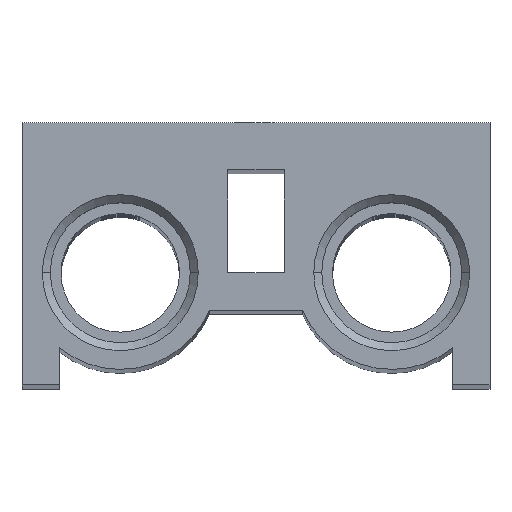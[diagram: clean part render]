
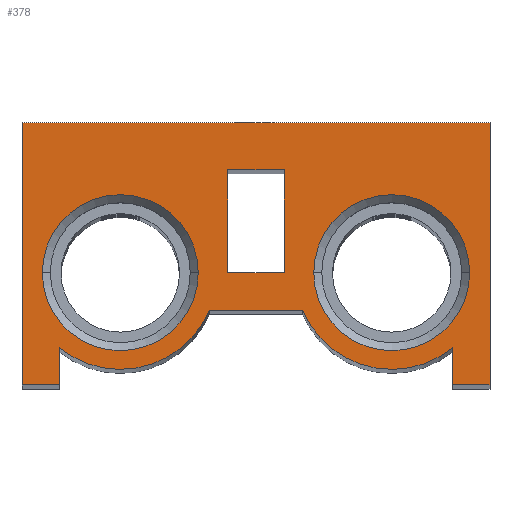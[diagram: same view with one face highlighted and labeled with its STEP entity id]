
A CAD part, top view. The second image highlights one B-rep face of the part: STEP entity #378.
In plain terms, the highlighted planar face has unit normal (0, 0, 1).
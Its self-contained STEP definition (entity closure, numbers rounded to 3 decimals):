
#24 = DIRECTION ( 'NONE',  ( 0., 0., 1. ) ) ;
#45 = VERTEX_POINT ( 'NONE', #5883 ) ;
#149 = EDGE_CURVE ( 'NONE', #6298, #4487, #2519, .T. ) ;
#221 = EDGE_LOOP ( 'NONE', ( #5160, #1965 ) ) ;
#225 = VECTOR ( 'NONE', #5620, 1000. ) ;
#378 = ADVANCED_FACE ( 'NONE', ( #3885, #979, #3366, #3827 ), #418, .T. ) ;
#396 = CARTESIAN_POINT ( 'NONE',  ( -25., 28., 250. ) ) ;
#418 = PLANE ( 'NONE',  #1710 ) ;
#491 = EDGE_CURVE ( 'NONE', #3023, #5797, #5967, .T. ) ;
#555 = VECTOR ( 'NONE', #2643, 1000. ) ;
#582 = DIRECTION ( 'NONE',  ( 0., 0., -1. ) ) ;
#715 = CARTESIAN_POINT ( 'NONE',  ( 3., 12., 250. ) ) ;
#746 = CARTESIAN_POINT ( 'NONE',  ( 4.975, 8., 250. ) ) ;
#772 = VECTOR ( 'NONE', #2655, 1000. ) ;
#810 = CARTESIAN_POINT ( 'NONE',  ( -4.975, 8., 250. ) ) ;
#822 = CARTESIAN_POINT ( 'NONE',  ( -21., 0., 250. ) ) ;
#832 = VERTEX_POINT ( 'NONE', #810 ) ;
#961 = CARTESIAN_POINT ( 'NONE',  ( -14.5, 12., 250. ) ) ;
#975 = DIRECTION ( 'NONE',  ( 1., 0., 0. ) ) ;
#979 = FACE_BOUND ( 'NONE', #2411, .T. ) ;
#1000 = ORIENTED_EDGE ( 'NONE', *, *, #5716, .T. ) ;
#1082 = VECTOR ( 'NONE', #1506, 1000. ) ;
#1083 = CARTESIAN_POINT ( 'NONE',  ( 25., 0., 250. ) ) ;
#1098 = CARTESIAN_POINT ( 'NONE',  ( 25., 28., 250. ) ) ;
#1236 = DIRECTION ( 'NONE',  ( 1., 0., 0. ) ) ;
#1272 = AXIS2_PLACEMENT_3D ( 'NONE', #961, #3449, #4549 ) ;
#1385 = VECTOR ( 'NONE', #4379, 1000. ) ;
#1506 = DIRECTION ( 'NONE',  ( 0., 1., 0. ) ) ;
#1537 = EDGE_CURVE ( 'NONE', #5797, #832, #3503, .T. ) ;
#1542 = DIRECTION ( 'NONE',  ( 1., 0., 0. ) ) ;
#1584 = AXIS2_PLACEMENT_3D ( 'NONE', #3769, #5656, #5166 ) ;
#1630 = LINE ( 'NONE', #715, #4203 ) ;
#1638 = CARTESIAN_POINT ( 'NONE',  ( 3., 23., 250. ) ) ;
#1710 = AXIS2_PLACEMENT_3D ( 'NONE', #2453, #5320, #5834 ) ;
#1740 = CARTESIAN_POINT ( 'NONE',  ( -21., 3.97, 250. ) ) ;
#1897 = ORIENTED_EDGE ( 'NONE', *, *, #1537, .T. ) ;
#1965 = ORIENTED_EDGE ( 'NONE', *, *, #6387, .T. ) ;
#1964 = DIRECTION ( 'NONE',  ( 0., -1., 0. ) ) ;
#1968 = EDGE_CURVE ( 'NONE', #3334, #4274, #5926, .T. ) ;
#2000 = AXIS2_PLACEMENT_3D ( 'NONE', #3005, #582, #5008 ) ;
#2035 = LINE ( 'NONE', #2394, #1385 ) ;
#2072 = CARTESIAN_POINT ( 'NONE',  ( 21., 3.97, 250. ) ) ;
#2089 = ORIENTED_EDGE ( 'NONE', *, *, #1968, .T. ) ;
#2236 = CARTESIAN_POINT ( 'NONE',  ( -4.975, 8., 250. ) ) ;
#2330 = VERTEX_POINT ( 'NONE', #2702 ) ;
#2372 = ORIENTED_EDGE ( 'NONE', *, *, #4388, .T. ) ;
#2394 = CARTESIAN_POINT ( 'NONE',  ( -25., 0., 250. ) ) ;
#2411 = EDGE_LOOP ( 'NONE', ( #4668, #4650, #2781, #5503 ) ) ;
#2453 = CARTESIAN_POINT ( 'NONE',  ( -14.5, 12., 250. ) ) ;
#2509 = CARTESIAN_POINT ( 'NONE',  ( -14.5, 12., 250. ) ) ;
#2519 = LINE ( 'NONE', #3110, #3172 ) ;
#2526 = DIRECTION ( 'NONE',  ( 0., 0., -1. ) ) ;
#2528 = EDGE_CURVE ( 'NONE', #45, #6298, #6141, .T. ) ;
#2559 = LINE ( 'NONE', #1083, #3281 ) ;
#2564 = EDGE_CURVE ( 'NONE', #6293, #4226, #6055, .T. ) ;
#2600 = ORIENTED_EDGE ( 'NONE', *, *, #491, .T. ) ;
#2609 = CARTESIAN_POINT ( 'NONE',  ( 25., 0., 250. ) ) ;
#2643 = DIRECTION ( 'NONE',  ( 1., 0., 0. ) ) ;
#2655 = DIRECTION ( 'NONE',  ( 0., -1., 0. ) ) ;
#2685 = CARTESIAN_POINT ( 'NONE',  ( 3., 23., 250. ) ) ;
#2702 = CARTESIAN_POINT ( 'NONE',  ( 22.831, 12., 250. ) ) ;
#2743 = CARTESIAN_POINT ( 'NONE',  ( 25., 28., 250. ) ) ;
#2781 = ORIENTED_EDGE ( 'NONE', *, *, #4350, .F. ) ;
#2820 = EDGE_LOOP ( 'NONE', ( #6329, #6457 ) ) ;
#2824 = DIRECTION ( 'NONE',  ( 1., 0., 0. ) ) ;
#2975 = CIRCLE ( 'NONE', #4623, 8.331 ) ;
#3005 = CARTESIAN_POINT ( 'NONE',  ( 14.5, 12., 250. ) ) ;
#3010 = ORIENTED_EDGE ( 'NONE', *, *, #4240, .T. ) ;
#3023 = VERTEX_POINT ( 'NONE', #822 ) ;
#3085 = DIRECTION ( 'NONE',  ( 0., 1., 0. ) ) ;
#3097 = DIRECTION ( 'NONE',  ( -1., 0., 0. ) ) ;
#3110 = CARTESIAN_POINT ( 'NONE',  ( -3., 12., 250. ) ) ;
#3172 = VECTOR ( 'NONE', #1542, 1000. ) ;
#3201 = CARTESIAN_POINT ( 'NONE',  ( 14.5, 12., 250. ) ) ;
#3265 = DIRECTION ( 'NONE',  ( 0., 1., 0. ) ) ;
#3281 = VECTOR ( 'NONE', #3085, 1000. ) ;
#3330 = CARTESIAN_POINT ( 'NONE',  ( 21., 0., 250. ) ) ;
#3334 = VERTEX_POINT ( 'NONE', #2743 ) ;
#3362 = VERTEX_POINT ( 'NONE', #746 ) ;
#3366 = FACE_BOUND ( 'NONE', #2820, .T. ) ;
#3375 = CARTESIAN_POINT ( 'NONE',  ( 6.169, 12., 250. ) ) ;
#3388 = DIRECTION ( 'NONE',  ( 0., 0., 1. ) ) ;
#3394 = CARTESIAN_POINT ( 'NONE',  ( 3., 12., 250. ) ) ;
#3409 = LINE ( 'NONE', #5393, #4411 ) ;
#3449 = DIRECTION ( 'NONE',  ( 0., 0., -1. ) ) ;
#3503 = CIRCLE ( 'NONE', #5682, 10.331 ) ;
#3680 = AXIS2_PLACEMENT_3D ( 'NONE', #3201, #3388, #1236 ) ;
#3703 = ORIENTED_EDGE ( 'NONE', *, *, #6259, .T. ) ;
#3769 = CARTESIAN_POINT ( 'NONE',  ( -14.5, 12., 250. ) ) ;
#3827 = FACE_OUTER_BOUND ( 'NONE', #5058, .T. ) ;
#3885 = FACE_BOUND ( 'NONE', #221, .T. ) ;
#3937 = EDGE_CURVE ( 'NONE', #2330, #4297, #2975, .T. ) ;
#4122 = LINE ( 'NONE', #1638, #5133 ) ;
#4129 = ORIENTED_EDGE ( 'NONE', *, *, #5313, .T. ) ;
#4131 = CARTESIAN_POINT ( 'NONE',  ( -3., 23., 250. ) ) ;
#4143 = CARTESIAN_POINT ( 'NONE',  ( 21., 0., 250. ) ) ;
#4179 = CARTESIAN_POINT ( 'NONE',  ( 21., 3.97, 250. ) ) ;
#4203 = VECTOR ( 'NONE', #3265, 1000. ) ;
#4222 = CARTESIAN_POINT ( 'NONE',  ( -25., 0., 250. ) ) ;
#4226 = VERTEX_POINT ( 'NONE', #5911 ) ;
#4240 = EDGE_CURVE ( 'NONE', #4274, #5752, #3409, .T. ) ;
#4274 = VERTEX_POINT ( 'NONE', #396 ) ;
#4297 = VERTEX_POINT ( 'NONE', #3375 ) ;
#4347 = VERTEX_POINT ( 'NONE', #2609 ) ;
#4350 = EDGE_CURVE ( 'NONE', #4487, #5654, #1630, .T. ) ;
#4379 = DIRECTION ( 'NONE',  ( 1., 0., 0. ) ) ;
#4388 = EDGE_CURVE ( 'NONE', #4567, #4347, #5178, .T. ) ;
#4395 = CIRCLE ( 'NONE', #1272, 8.331 ) ;
#4411 = VECTOR ( 'NONE', #1964, 1000. ) ;
#4487 = VERTEX_POINT ( 'NONE', #3394 ) ;
#4501 = ORIENTED_EDGE ( 'NONE', *, *, #5681, .T. ) ;
#4549 = DIRECTION ( 'NONE',  ( -1., 0., 0. ) ) ;
#4567 = VERTEX_POINT ( 'NONE', #3330 ) ;
#4623 = AXIS2_PLACEMENT_3D ( 'NONE', #5400, #2526, #6013 ) ;
#4650 = ORIENTED_EDGE ( 'NONE', *, *, #5663, .F. ) ;
#4666 = DIRECTION ( 'NONE',  ( -1., 0., 0. ) ) ;
#4668 = ORIENTED_EDGE ( 'NONE', *, *, #2528, .F. ) ;
#4698 = EDGE_CURVE ( 'NONE', #4297, #2330, #5853, .T. ) ;
#4760 = CARTESIAN_POINT ( 'NONE',  ( -3., 12., 250. ) ) ;
#4838 = LINE ( 'NONE', #2236, #5767 ) ;
#4987 = CARTESIAN_POINT ( 'NONE',  ( -21., 0., 250. ) ) ;
#5008 = DIRECTION ( 'NONE',  ( -1., 0., 0. ) ) ;
#5058 = EDGE_LOOP ( 'NONE', ( #3010, #5290, #2600, #1897, #4129, #3703, #4501, #2372, #1000, #2089 ) ) ;
#5133 = VECTOR ( 'NONE', #4666, 1000. ) ;
#5160 = ORIENTED_EDGE ( 'NONE', *, *, #2564, .T. ) ;
#5166 = DIRECTION ( 'NONE',  ( -1., 0., 0. ) ) ;
#5178 = LINE ( 'NONE', #4143, #555 ) ;
#5209 = CARTESIAN_POINT ( 'NONE',  ( -6.169, 12., 250. ) ) ;
#5290 = ORIENTED_EDGE ( 'NONE', *, *, #5541, .T. ) ;
#5313 = EDGE_CURVE ( 'NONE', #832, #3362, #4838, .T. ) ;
#5320 = DIRECTION ( 'NONE',  ( 0., 0., 1. ) ) ;
#5393 = CARTESIAN_POINT ( 'NONE',  ( -25., 28., 250. ) ) ;
#5400 = CARTESIAN_POINT ( 'NONE',  ( 14.5, 12., 250. ) ) ;
#5503 = ORIENTED_EDGE ( 'NONE', *, *, #149, .F. ) ;
#5541 = EDGE_CURVE ( 'NONE', #5752, #3023, #2035, .T. ) ;
#5550 = LINE ( 'NONE', #4179, #772 ) ;
#5620 = DIRECTION ( 'NONE',  ( 0., -1., 0. ) ) ;
#5654 = VERTEX_POINT ( 'NONE', #2685 ) ;
#5656 = DIRECTION ( 'NONE',  ( 0., 0., -1. ) ) ;
#5663 = EDGE_CURVE ( 'NONE', #5654, #45, #4122, .T. ) ;
#5681 = EDGE_CURVE ( 'NONE', #6441, #4567, #5550, .T. ) ;
#5682 = AXIS2_PLACEMENT_3D ( 'NONE', #2509, #24, #975 ) ;
#5687 = VECTOR ( 'NONE', #3097, 1000. ) ;
#5716 = EDGE_CURVE ( 'NONE', #4347, #3334, #2559, .T. ) ;
#5752 = VERTEX_POINT ( 'NONE', #4222 ) ;
#5766 = CIRCLE ( 'NONE', #3680, 10.331 ) ;
#5767 = VECTOR ( 'NONE', #2824, 1000. ) ;
#5797 = VERTEX_POINT ( 'NONE', #1740 ) ;
#5834 = DIRECTION ( 'NONE',  ( 1., 0., 0. ) ) ;
#5853 = CIRCLE ( 'NONE', #2000, 8.331 ) ;
#5883 = CARTESIAN_POINT ( 'NONE',  ( -3., 23., 250. ) ) ;
#5911 = CARTESIAN_POINT ( 'NONE',  ( -22.831, 12., 250. ) ) ;
#5926 = LINE ( 'NONE', #1098, #5687 ) ;
#5967 = LINE ( 'NONE', #4987, #1082 ) ;
#6013 = DIRECTION ( 'NONE',  ( -1., 0., 0. ) ) ;
#6055 = CIRCLE ( 'NONE', #1584, 8.331 ) ;
#6141 = LINE ( 'NONE', #4131, #225 ) ;
#6259 = EDGE_CURVE ( 'NONE', #3362, #6441, #5766, .T. ) ;
#6293 = VERTEX_POINT ( 'NONE', #5209 ) ;
#6298 = VERTEX_POINT ( 'NONE', #4760 ) ;
#6329 = ORIENTED_EDGE ( 'NONE', *, *, #3937, .T. ) ;
#6387 = EDGE_CURVE ( 'NONE', #4226, #6293, #4395, .T. ) ;
#6441 = VERTEX_POINT ( 'NONE', #2072 ) ;
#6457 = ORIENTED_EDGE ( 'NONE', *, *, #4698, .T. ) ;
